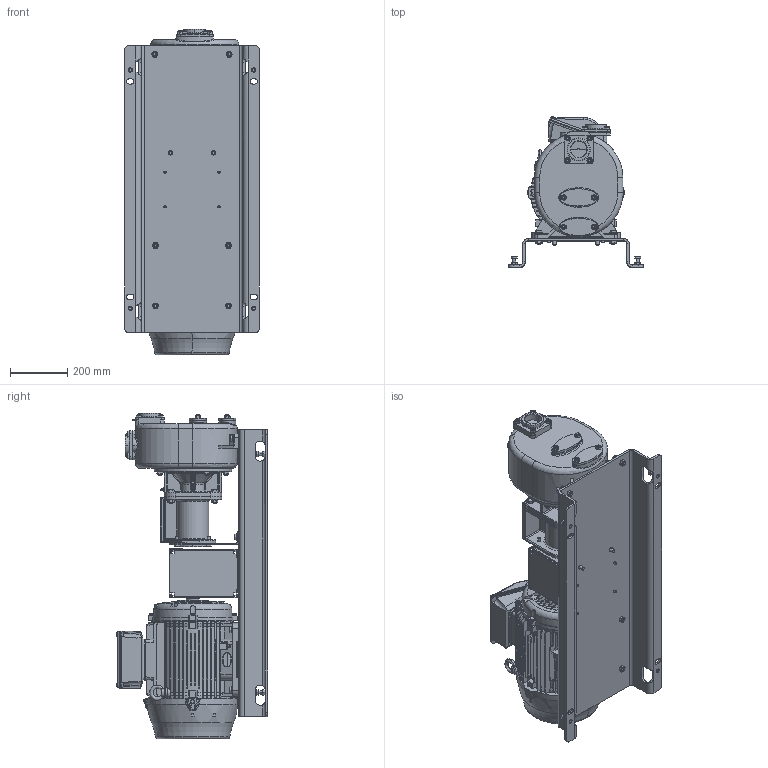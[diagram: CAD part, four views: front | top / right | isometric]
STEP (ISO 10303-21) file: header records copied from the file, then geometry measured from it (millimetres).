
FILE_DESCRIPTION((''),'2;1');
FILE_NAME('S_68_BITX_SW0001','2015-10-20T',('Nicola'),(''),'CREO PARAMETRIC BY PTC INC, 2015200','CREO PARAMETRIC BY PTC INC, 2015200','');
FILE_SCHEMA(('CONFIG_CONTROL_DESIGN'));
Products named in the file (1): S_68_BITX_SW0001
Bounding box: 470 x 526.26 x 1134.85 mm (x, y, z)
Volume: 58470122.5 mm3; surface area: 4043576.9 mm2
Topology: 1 solids, 1 shells, 5630 faces, 14416 edges, 9044 vertices
Faces by surface type: plane 2565, cylinder 1573, cone 974, bspline 330, torus 140, sphere 24, extrusion 12, revolution 12
Entity records: 229035 total; most frequent: CARTESIAN_POINT 95615, ORIENTED_EDGE 28760, DIRECTION 26326, EDGE_CURVE 14380, AXIS2_PLACEMENT_3D 9598, VERTEX_POINT 9044, VECTOR 7118, LINE 7106
